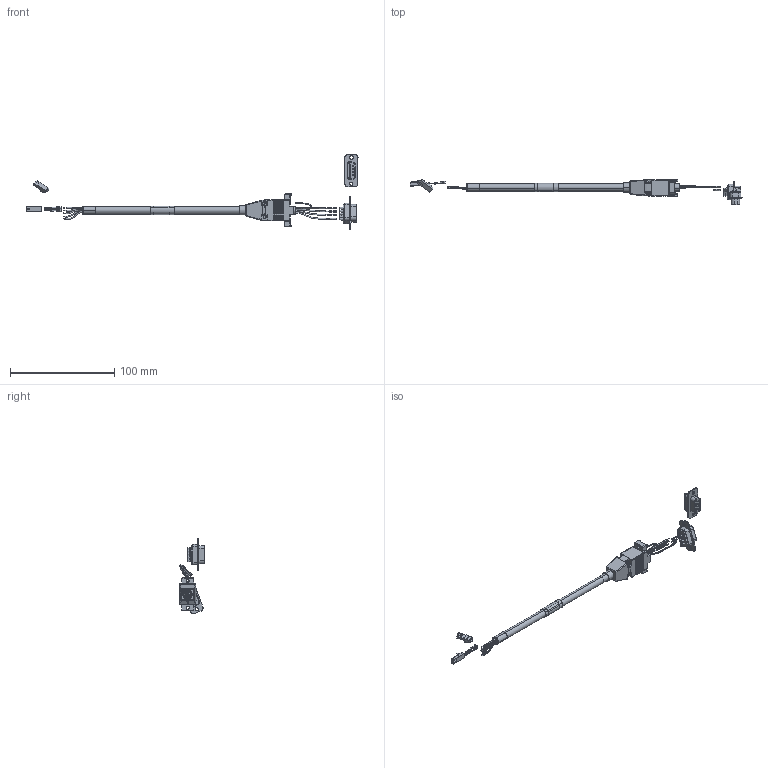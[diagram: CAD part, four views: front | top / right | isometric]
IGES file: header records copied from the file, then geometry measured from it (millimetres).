
Start section: SolidWorks IGES file using analytic representation for surfaces
Global section: file name: WCB321-00500-A Rev A.IGS; native system: SolidWorks 2017; preprocessor: SolidWorks 2017; author: gniebel; date: 170627.091203; units: inch
Bounding box: 317.8 x 24.56 x 72.11 mm (x, y, z)
Surface area: 16524.5 mm2 (no closed solid volume)
Topology: 0 solids, 0 shells, 1109 faces, 11342 edges, 11342 vertices
Faces by surface type: bspline 703, revolution 406
